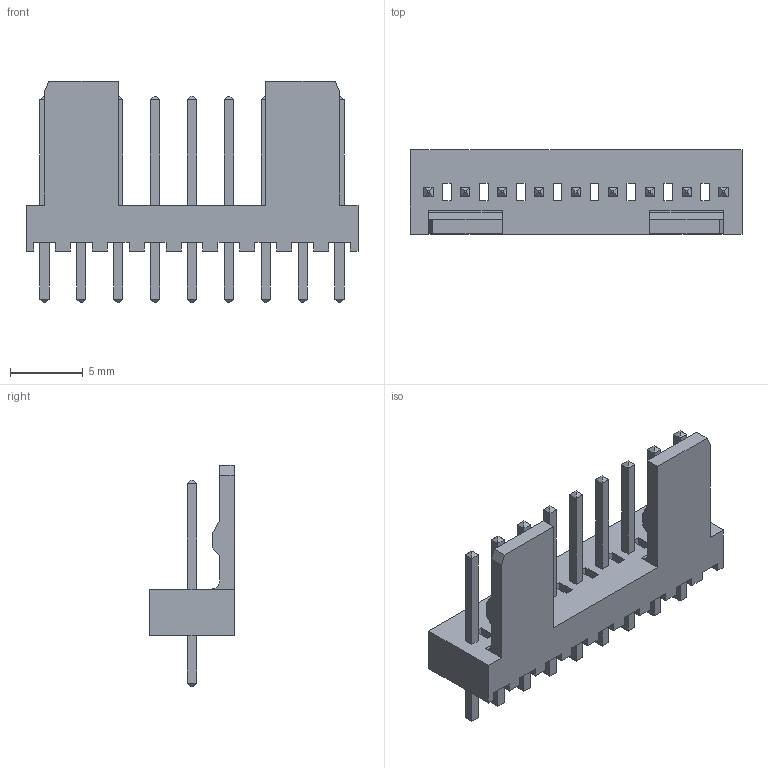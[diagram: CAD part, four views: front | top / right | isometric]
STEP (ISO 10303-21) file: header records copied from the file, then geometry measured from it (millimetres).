
FILE_DESCRIPTION(/* description */ ('model of Molex_KK-254_AE-6410-09A_1x09_P2.54mm_Vertical'),/* implementation_level */ '2;1');
FILE_NAME(/* name */ 'Molex_KK-254_AE-6410-09A_1x09_P2.54mm_Vertical.step',/* time_stamp */ '2017-12-04T15:10:31',/* author */ ('Ray Benitez',''),/* organization */ (''),/* preprocessor_version */ '',/* originating_system */ '',/* authorisation */ '');
FILE_SCHEMA(('AUTOMOTIVE_DESIGN { 1 0 10303 214 1 1 1 1 }'));
Length unit declared in the file: millimetre
Products named in the file (1): Molex_AE_6410_09A
Bounding box: 22.86 x 5.8 x 15.26 mm (x, y, z)
Volume: 492.8 mm3; surface area: 1044 mm2
Topology: 1 solids, 1 shells, 256 faces, 636 edges, 400 vertices
Faces by surface type: plane 254, cylinder 2
Entity records: 5037 total; most frequent: ORIENTED_EDGE 995, CARTESIAN_POINT 821, EDGE_CURVE 636, LINE 576, VERTEX_POINT 400, FACE_BOUND 290, EDGE_LOOP 290, ADVANCED_FACE 256
